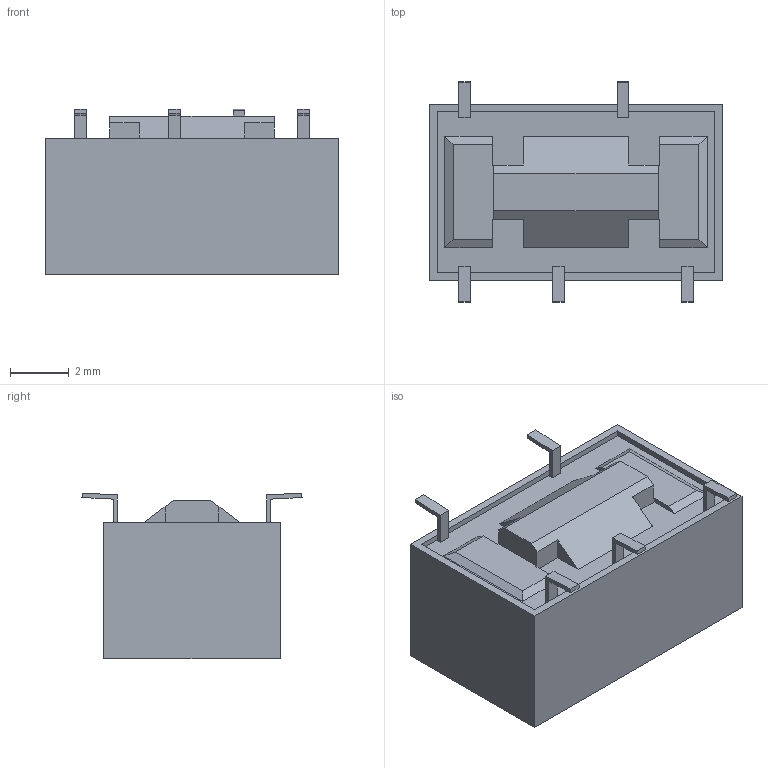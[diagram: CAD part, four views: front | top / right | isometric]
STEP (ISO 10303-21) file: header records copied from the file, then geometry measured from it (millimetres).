
FILE_DESCRIPTION((''),'2;1');
FILE_NAME('C-1462042-8','2017-05-23T',('workeradm'),('Tyco Electronics Ltd.'),'CREO PARAMETRIC BY PTC INC, 2016050','CREO PARAMETRIC BY PTC INC, 2016050','');
FILE_SCHEMA(('AUTOMOTIVE_DESIGN { 1 0 10303 214 1 1 1 1 }'));
Length unit declared in the file: millimetre
Products named in the file (1): C-1462042-8
Bounding box: 10 x 7.5 x 5.65 mm (x, y, z)
Volume: 282 mm3; surface area: 298.4 mm2
Topology: 1 solids, 1 shells, 78 faces, 204 edges, 136 vertices
Faces by surface type: plane 75, cylinder 3
Entity records: 3151 total; most frequent: CARTESIAN_POINT 420, ORIENTED_EDGE 408, DIRECTION 366, PRESENTATION_STYLE_ASSIGNMENT 205, STYLED_ITEM 205, CURVE_STYLE 204, EDGE_CURVE 204, VECTOR 198
